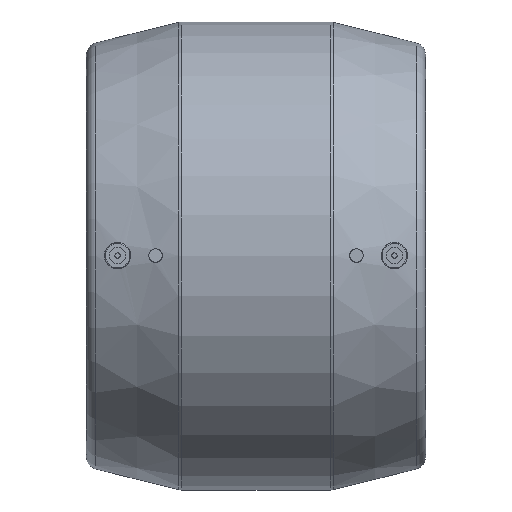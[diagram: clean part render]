
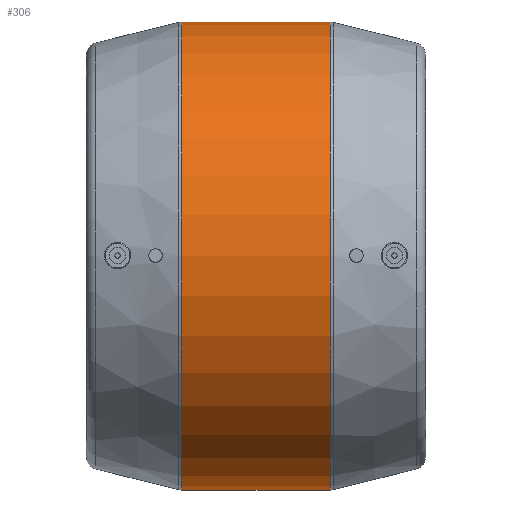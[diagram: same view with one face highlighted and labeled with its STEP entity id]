
A CAD part, top view. The second image highlights one B-rep face of the part: STEP entity #306.
In plain terms, the highlighted cylindrical face has radius 172.5 mm (diameter 345 mm), a full revolution.
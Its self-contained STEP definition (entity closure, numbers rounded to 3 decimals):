
#27=CYLINDRICAL_SURFACE('',#355,172.5);
#52=CIRCLE('',#356,172.5);
#53=CIRCLE('',#357,172.5);
#84=ORIENTED_EDGE('',*,*,#136,.T.);
#85=ORIENTED_EDGE('',*,*,#137,.T.);
#136=EDGE_CURVE('',#164,#164,#52,.F.);
#137=EDGE_CURVE('',#165,#165,#53,.T.);
#164=VERTEX_POINT('',#592);
#165=VERTEX_POINT('',#594);
#200=EDGE_LOOP('',(#84));
#201=EDGE_LOOP('',(#85));
#256=FACE_BOUND('',#200,.T.);
#257=FACE_BOUND('',#201,.T.);
#306=ADVANCED_FACE('',(#256,#257),#27,.T.);
#355=AXIS2_PLACEMENT_3D('',#590,#423,#424);
#356=AXIS2_PLACEMENT_3D('',#591,#425,#426);
#357=AXIS2_PLACEMENT_3D('',#593,#427,#428);
#423=DIRECTION('',(-1.,0.,0.));
#424=DIRECTION('',(0.,0.,1.));
#425=DIRECTION('',(1.,0.,0.));
#426=DIRECTION('',(0.,0.,-1.));
#427=DIRECTION('',(1.,0.,0.));
#428=DIRECTION('',(0.,0.,-1.));
#590=CARTESIAN_POINT('',(-60.,0.,0.));
#591=CARTESIAN_POINT('',(54.772,0.,0.));
#592=CARTESIAN_POINT('',(54.772,0.,-172.5));
#593=CARTESIAN_POINT('',(-54.772,0.,0.));
#594=CARTESIAN_POINT('',(-54.772,0.,-172.5));
